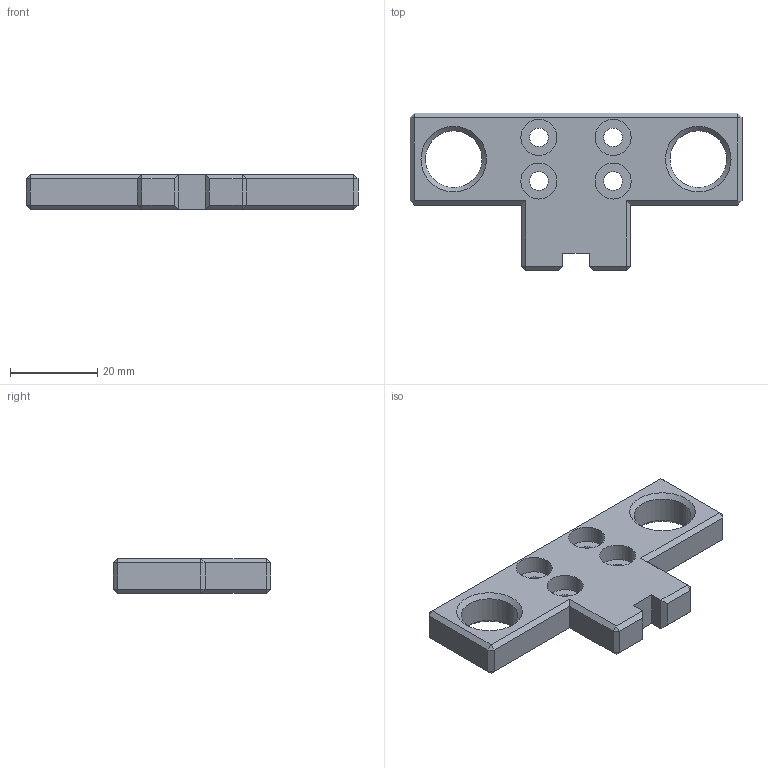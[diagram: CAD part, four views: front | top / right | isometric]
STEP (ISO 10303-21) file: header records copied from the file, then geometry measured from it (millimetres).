
FILE_DESCRIPTION(/* description */ ('STEP AP242','CAx-IF Rec.Pracs.---Representation and Presentation of Product Manufacturing Information (PMI)---4.0---2014-10-13','CAx-IF Rec.Pracs.---3D Tessellated Geometry---0.4---2014-09-14','2;1'),/* implementation_level */ '2;1');
FILE_NAME(/* name */ '686f0fc0a37d42678cdea93e',/* time_stamp */ '2025-07-10T00:56:32Z',/* author */ (''),/* organization */ (''),/* preprocessor_version */ 'ST-DEVELOPER v20',/* originating_system */ 'ONSHAPE BY PTC INC, 1.200',/* authorisation */ ' ');
FILE_SCHEMA (('AP242_MANAGED_MODEL_BASED_3D_ENGINEERING_MIM_LF { 1 0 10303 442 1 1 4 }'));
Length unit declared in the file: metre
Products named in the file (1): Wave Carrier Seal
Bounding box: 76 x 36 x 8 mm (x, y, z)
Volume: 12036.8 mm3; surface area: 5999.3 mm2
Topology: 1 solids, 1 shells, 70 faces, 148 edges, 84 vertices
Faces by surface type: plane 56, cylinder 10, cone 4
Full cylindrical faces by diameter (mm): 4.3 x4, 8.25 x4, 13 x2
Entity records: 1744 total; most frequent: DIRECTION 296, CARTESIAN_POINT 281, ORIENTED_EDGE 260, EDGE_CURVE 130, LINE 106, VECTOR 106, EDGE_LOOP 100, FACE_BOUND 100
